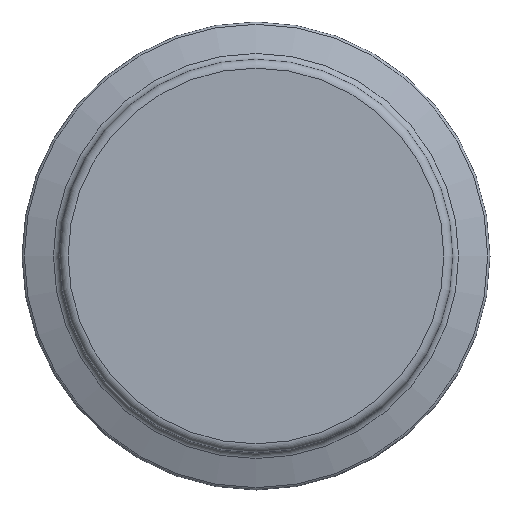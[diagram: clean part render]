
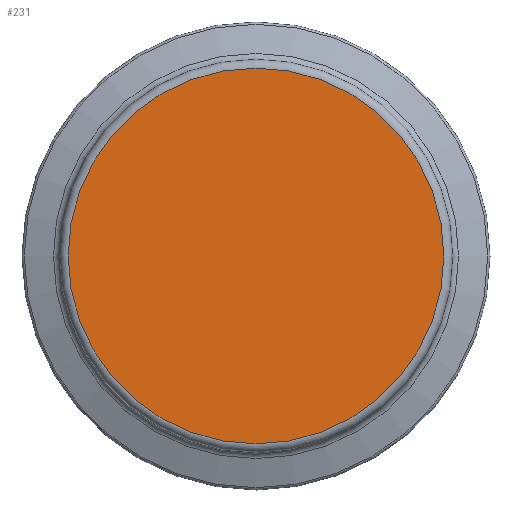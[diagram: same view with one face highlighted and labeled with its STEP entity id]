
A CAD part, left-side view. The second image highlights one B-rep face of the part: STEP entity #231.
In plain terms, the highlighted planar face has unit normal (-1, 0, 0).
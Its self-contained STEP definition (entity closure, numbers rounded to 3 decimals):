
#20=PLANE('',#293);
#47=FACE_OUTER_BOUND('',#62,.T.);
#62=EDGE_LOOP('',(#211));
#80=CIRCLE('',#277,42.55);
#104=VERTEX_POINT('',#425);
#132=EDGE_CURVE('',#104,#104,#80,.T.);
#211=ORIENTED_EDGE('',*,*,#132,.F.);
#231=ADVANCED_FACE('',(#47),#20,.T.);
#277=AXIS2_PLACEMENT_3D('',#427,#348,#349);
#293=AXIS2_PLACEMENT_3D('',#454,#383,#384);
#348=DIRECTION('center_axis',(1.,0.,0.));
#349=DIRECTION('ref_axis',(0.,0.,-1.));
#383=DIRECTION('center_axis',(-1.,0.,0.));
#384=DIRECTION('ref_axis',(0.,0.,1.));
#425=CARTESIAN_POINT('',(-11.,0.,42.55));
#427=CARTESIAN_POINT('Origin',(-11.,0.,0.));
#454=CARTESIAN_POINT('Origin',(-11.,42.55,0.));
